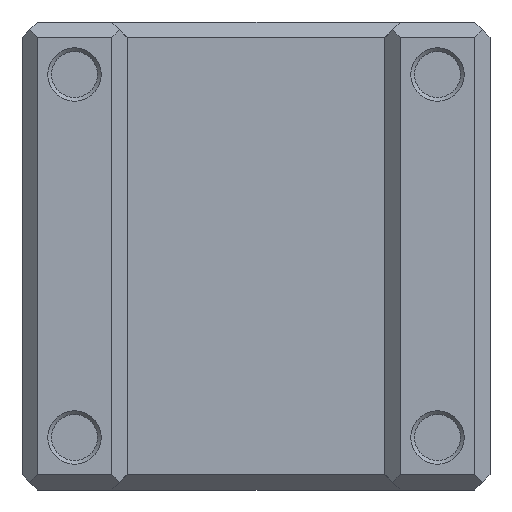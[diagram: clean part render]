
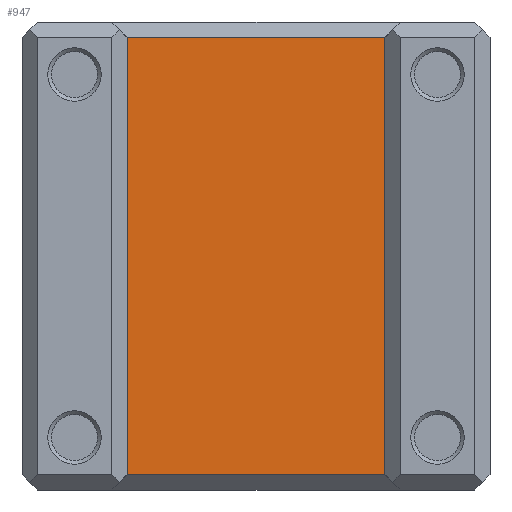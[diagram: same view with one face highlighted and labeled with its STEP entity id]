
A CAD part, front view. The second image highlights one B-rep face of the part: STEP entity #947.
In plain terms, the highlighted planar face has unit normal (0, -1, 0).
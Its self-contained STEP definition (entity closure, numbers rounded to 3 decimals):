
#60=PLANE('',#1040);
#109=FACE_OUTER_BOUND('',#169,.T.);
#169=EDGE_LOOP('',(#804,#805,#806,#807));
#268=LINE('',#1579,#366);
#270=LINE('',#1583,#368);
#271=LINE('',#1585,#369);
#272=LINE('',#1586,#370);
#366=VECTOR('',#1262,10.);
#368=VECTOR('',#1266,10.);
#369=VECTOR('',#1267,10.);
#370=VECTOR('',#1268,10.);
#487=VERTEX_POINT('',#1569);
#488=VERTEX_POINT('',#1573);
#490=VERTEX_POINT('',#1582);
#491=VERTEX_POINT('',#1584);
#606=EDGE_CURVE('',#488,#487,#268,.T.);
#608=EDGE_CURVE('',#488,#490,#270,.T.);
#609=EDGE_CURVE('',#491,#490,#271,.T.);
#610=EDGE_CURVE('',#491,#487,#272,.T.);
#804=ORIENTED_EDGE('',*,*,#606,.F.);
#805=ORIENTED_EDGE('',*,*,#608,.T.);
#806=ORIENTED_EDGE('',*,*,#609,.F.);
#807=ORIENTED_EDGE('',*,*,#610,.T.);
#947=ADVANCED_FACE('',(#109),#60,.F.);
#1040=AXIS2_PLACEMENT_3D('',#1581,#1264,#1265);
#1262=DIRECTION('',(1.,0.,0.));
#1264=DIRECTION('center_axis',(0.,1.,0.));
#1265=DIRECTION('ref_axis',(-1.,0.,0.));
#1266=DIRECTION('',(0.,0.,-1.));
#1267=DIRECTION('',(-1.,0.,0.));
#1268=DIRECTION('',(0.,0.,1.));
#1569=CARTESIAN_POINT('',(6.001,90.6,11.905));
#1573=CARTESIAN_POINT('',(-7.499,90.6,11.905));
#1579=CARTESIAN_POINT('',(2.626,90.6,11.905));
#1581=CARTESIAN_POINT('Origin',(-0.749,90.6,0.455));
#1582=CARTESIAN_POINT('',(-7.499,90.6,-10.995));
#1583=CARTESIAN_POINT('',(-7.499,90.6,6.58));
#1584=CARTESIAN_POINT('',(6.001,90.6,-10.995));
#1585=CARTESIAN_POINT('',(5.376,90.6,-10.995));
#1586=CARTESIAN_POINT('',(6.001,90.6,-11.795));
